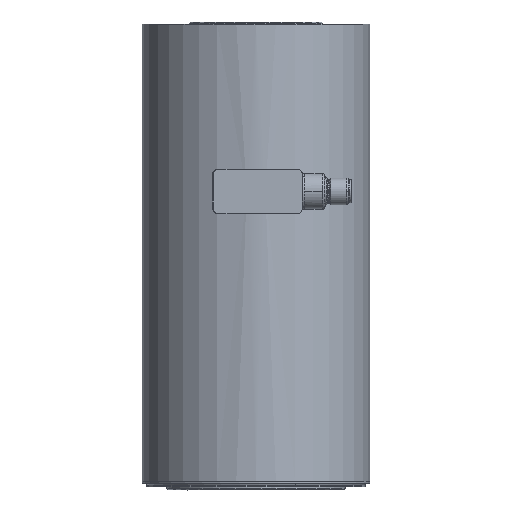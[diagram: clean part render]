
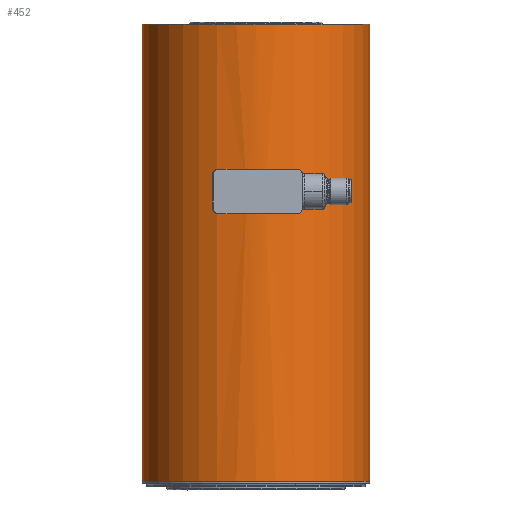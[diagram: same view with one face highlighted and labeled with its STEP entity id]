
A CAD part, front view. The second image highlights one B-rep face of the part: STEP entity #452.
In plain terms, the highlighted cylindrical face has radius 51 mm (diameter 102 mm), a partial arc.
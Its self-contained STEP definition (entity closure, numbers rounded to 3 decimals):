
#452=ADVANCED_FACE('',(#1004,#1005),#1006,.T.);
#1004=FACE_OUTER_BOUND('',#1738,.T.);
#1005=FACE_BOUND('',#1739,.T.);
#1006=CYLINDRICAL_SURFACE('',#1740,51.0);
#1738=EDGE_LOOP('',(#2669,#2670,#2671,#2672));
#1739=EDGE_LOOP('',(#2673,#2674));
#1740=AXIS2_PLACEMENT_3D('',#2675,#2676,#2677);
#2669=ORIENTED_EDGE('',*,*,#4500,.F.);
#2670=ORIENTED_EDGE('',*,*,#4501,.F.);
#2671=ORIENTED_EDGE('',*,*,#4502,.F.);
#2672=ORIENTED_EDGE('',*,*,#4503,.F.);
#2673=ORIENTED_EDGE('',*,*,#4504,.T.);
#2674=ORIENTED_EDGE('',*,*,#4505,.T.);
#2675=CARTESIAN_POINT('',(59.39,117.704,61.));
#2676=DIRECTION('',(0.,0.,-1.));
#2677=DIRECTION('',(1.,0.,0.));
#4500=EDGE_CURVE('',#5328,#5329,#5330,.T.);
#4501=EDGE_CURVE('1:1631',#5331,#5328,#5332,.T.);
#4502=EDGE_CURVE('',#5333,#5331,#5334,.T.);
#4503=EDGE_CURVE('',#5329,#5333,#5335,.F.);
#4504=EDGE_CURVE('1:1625',#5336,#5337,#5338,.F.);
#4505=EDGE_CURVE('',#5337,#5336,#5339,.F.);
#5328=VERTEX_POINT('',#6514);
#5329=VERTEX_POINT('',#6515);
#5330=LINE('',#6516,#6517);
#5331=VERTEX_POINT('',#6518);
#5332=CIRCLE('',#6519,51.0);
#5333=VERTEX_POINT('',#6520);
#5334=LINE('',#6521,#6522);
#5335=CIRCLE('',#6523,51.0);
#5336=VERTEX_POINT('',#6524);
#5337=VERTEX_POINT('',#6525);
#5338=B_SPLINE_CURVE_WITH_KNOTS('',3,(#6526,#6527,#6528,#6529,#6530,#6531,#6532,#6533,#6534,#6535,#6536,#6537,#6538,#6539,#6540,#6541,#6542,#6543),.UNSPECIFIED.,.F.,.F.,(4,2,2,2,2,2,2,2,4),(0.013,0.014,0.016,0.018,0.019,0.021,0.022,0.024,0.026),.UNSPECIFIED.);
#5339=B_SPLINE_CURVE_WITH_KNOTS('',3,(#6544,#6545,#6546,#6547,#6548,#6549,#6550,#6551,#6552,#6553,#6554,#6555,#6556,#6557,#6558,#6559,#6560,#6561),.UNSPECIFIED.,.F.,.F.,(4,2,2,2,2,2,2,2,4),(0.0,0.002,0.003,0.005,0.006,0.008,0.01,0.011,0.013),.UNSPECIFIED.);
#6514=CARTESIAN_POINT('',(110.39,117.728,104.));
#6515=CARTESIAN_POINT('',(110.39,117.728,-101.));
#6516=CARTESIAN_POINT('',(110.39,117.728,61.));
#6517=VECTOR('',#8088,1.0);
#6518=CARTESIAN_POINT('',(8.39,117.68,104.));
#6519=AXIS2_PLACEMENT_3D('',#8089,#8090,#8091);
#6520=CARTESIAN_POINT('',(8.39,117.68,-101.));
#6521=CARTESIAN_POINT('',(8.39,117.68,61.));
#6522=VECTOR('',#8092,1.0);
#6523=AXIS2_PLACEMENT_3D('',#8093,#8094,#8095);
#6524=CARTESIAN_POINT('',(55.164,66.879,29.));
#6525=CARTESIAN_POINT('',(63.664,66.883,29.));
#6526=CARTESIAN_POINT('',(63.664,66.883,29.));
#6527=CARTESIAN_POINT('',(63.664,66.883,29.534));
#6528=CARTESIAN_POINT('',(63.557,66.874,30.103));
#6529=CARTESIAN_POINT('',(63.123,66.84,31.15));
#6530=CARTESIAN_POINT('',(62.796,66.816,31.628));
#6531=CARTESIAN_POINT('',(62.042,66.771,32.382));
#6532=CARTESIAN_POINT('',(61.564,66.748,32.709));
#6533=CARTESIAN_POINT('',(60.517,66.714,33.143));
#6534=CARTESIAN_POINT('',(59.948,66.704,33.25));
#6535=CARTESIAN_POINT('',(58.88,66.704,33.25));
#6536=CARTESIAN_POINT('',(58.311,66.713,33.143));
#6537=CARTESIAN_POINT('',(57.264,66.746,32.709));
#6538=CARTESIAN_POINT('',(56.786,66.769,32.382));
#6539=CARTESIAN_POINT('',(56.032,66.813,31.628));
#6540=CARTESIAN_POINT('',(55.705,66.837,31.15));
#6541=CARTESIAN_POINT('',(55.271,66.87,30.103));
#6542=CARTESIAN_POINT('',(55.164,66.879,29.534));
#6543=CARTESIAN_POINT('',(55.164,66.879,29.));
#6544=CARTESIAN_POINT('',(55.164,66.879,29.));
#6545=CARTESIAN_POINT('',(55.164,66.879,28.466));
#6546=CARTESIAN_POINT('',(55.271,66.87,27.897));
#6547=CARTESIAN_POINT('',(55.705,66.837,26.85));
#6548=CARTESIAN_POINT('',(56.032,66.813,26.372));
#6549=CARTESIAN_POINT('',(56.786,66.769,25.618));
#6550=CARTESIAN_POINT('',(57.264,66.746,25.291));
#6551=CARTESIAN_POINT('',(58.311,66.713,24.857));
#6552=CARTESIAN_POINT('',(58.88,66.704,24.75));
#6553=CARTESIAN_POINT('',(59.948,66.704,24.75));
#6554=CARTESIAN_POINT('',(60.517,66.714,24.857));
#6555=CARTESIAN_POINT('',(61.564,66.748,25.291));
#6556=CARTESIAN_POINT('',(62.042,66.771,25.618));
#6557=CARTESIAN_POINT('',(62.796,66.816,26.372));
#6558=CARTESIAN_POINT('',(63.123,66.84,26.85));
#6559=CARTESIAN_POINT('',(63.557,66.874,27.897));
#6560=CARTESIAN_POINT('',(63.664,66.883,28.466));
#6561=CARTESIAN_POINT('',(63.664,66.883,29.));
#8088=DIRECTION('',(0.,0.,-1.));
#8089=CARTESIAN_POINT('',(59.39,117.704,104.));
#8090=DIRECTION('',(0.,0.,1.));
#8091=DIRECTION('',(1.,0.,0.));
#8092=DIRECTION('',(0.,0.,1.));
#8093=CARTESIAN_POINT('',(59.39,117.704,-101.));
#8094=DIRECTION('',(0.,0.,1.));
#8095=DIRECTION('',(1.,0.,0.));
